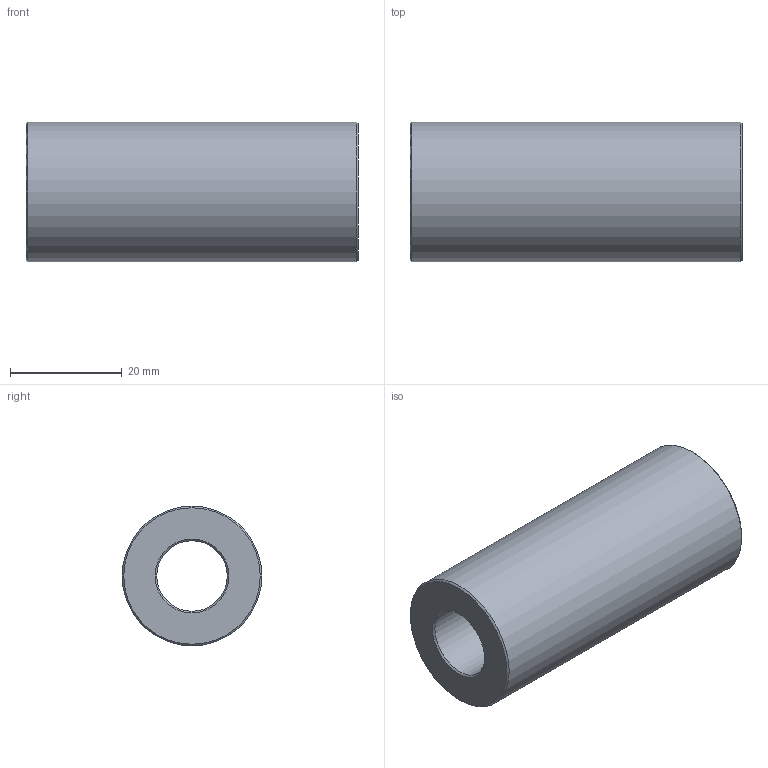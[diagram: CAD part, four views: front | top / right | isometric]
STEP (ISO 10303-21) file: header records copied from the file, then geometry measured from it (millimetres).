
FILE_DESCRIPTION(('FreeCAD Model'),'2;1');
FILE_NAME('Open CASCADE Shape Model','2024-03-28T00:34:50',(''),(''), 'Open CASCADE STEP processor 7.6','FreeCAD','Unknown');
FILE_SCHEMA(('AUTOMOTIVE_DESIGN { 1 0 10303 214 1 1 1 1 }'));
Length unit declared in the file: millimetre
Products named in the file (1): Spacer BUD FRE PLN BU02.00x04.75 - SPN-SPR-0318 (stemfie.org)
Bounding box: 59.38 x 25 x 25 mm (x, y, z)
Volume: 21731.5 mm3; surface area: 7704.9 mm2
Topology: 1 solids, 1 shells, 468 faces, 1295 edges, 862 vertices
Faces by surface type: plane 304, extrusion 158, cone 4, cylinder 2
Full cylindrical faces by diameter (mm): 12.6 x1, 25 x1
Entity records: 14957 total; most frequent: CARTESIAN_POINT 3574, ORIENTED_EDGE 2590, DIRECTION 1767, EDGE_CURVE 1295, VECTOR 1129, LINE 971, VERTEX_POINT 862, FACE_BOUND 503
